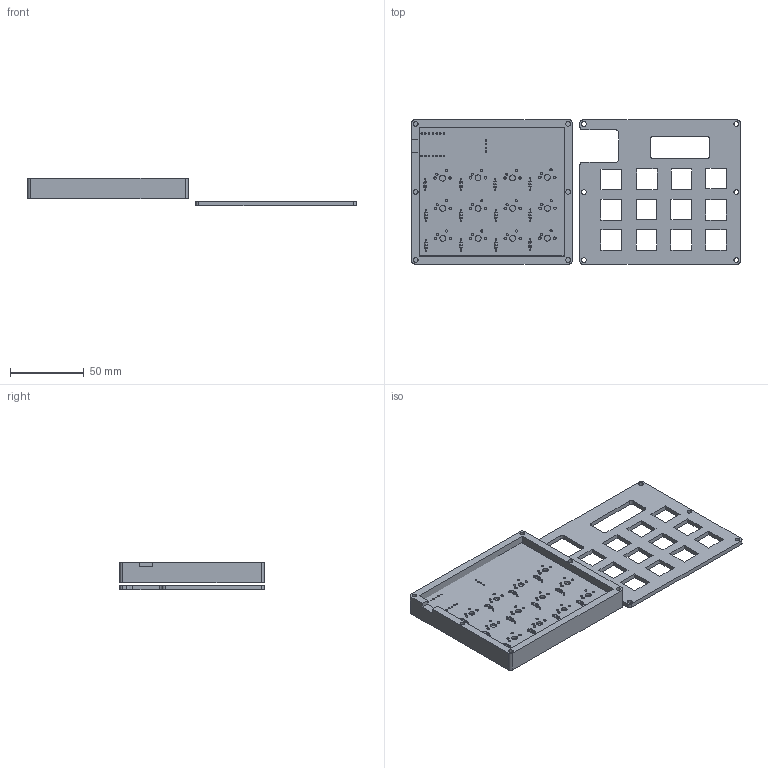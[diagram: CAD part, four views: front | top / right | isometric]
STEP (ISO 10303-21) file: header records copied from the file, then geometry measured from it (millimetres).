
FILE_DESCRIPTION (( 'STEP AP214' ), '1' );
FILE_NAME ('ButtonBlaster.STEP', '2025-02-05T03:05:45', ( '' ), ( '' ), 'SwSTEP 2.0', 'SolidWorks 2023', '' );
FILE_SCHEMA (( 'AUTOMOTIVE_DESIGN' ));
Length unit declared in the file: millimetre
Products named in the file (7): ButtonBlaster Bottom; ButtonBlast Top; ButtonBlaster; D_DO-35_SOD27_P7.62mm_Horizontal-0.step; D_DO-35_SOD27_P7.62mm_Horizontal.step; ButtonBlaster.step; ButtonBlaster_PCB.step
Assembly tree (17 placements, depth 4):
  ButtonBlaster
    ButtonBlaster.step
      D_DO-35_SOD27_P7.62mm_Horizontal.step  x12
        D_DO-35_SOD27_P7.62mm_Horizontal-0.step
      ButtonBlaster_PCB.step
    ButtonBlaster Bottom
    ButtonBlast Top
Bounding box: 223.31 x 98.08 x 18.94 mm (x, y, z)
Volume: 96868.3 mm3; surface area: 68173.2 mm2
Topology: 27 solids, 27 shells, 832 faces, 2040 edges, 1312 vertices
Faces by surface type: cylinder 388, plane 268, torus 96, bspline 80
Entity records: 22063 total; most frequent: CARTESIAN_POINT 7356, ORIENTED_EDGE 3024, DIRECTION 2852, EDGE_CURVE 1512, AXIS2_PLACEMENT_3D 1012, VERTEX_POINT 1004, VECTOR 828, LINE 828
